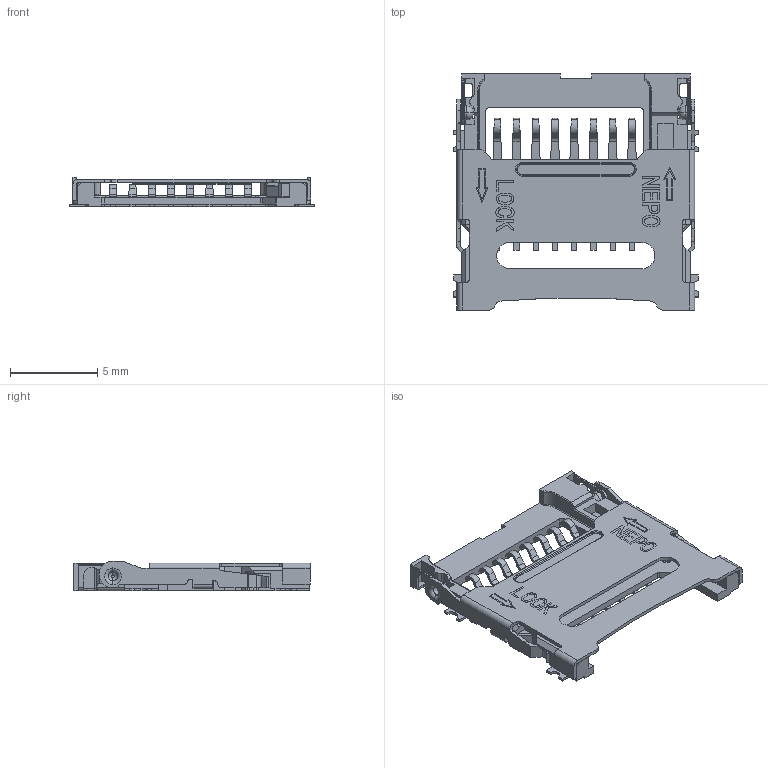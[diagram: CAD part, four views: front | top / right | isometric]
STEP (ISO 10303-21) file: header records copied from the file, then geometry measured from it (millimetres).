
FILE_DESCRIPTION (( 'STEP AP203' ), '1' );
FILE_NAME ('TF-014.STEP', '2021-06-17T07:58:23', ( '' ), ( '' ), 'SwSTEP 2.0', 'SolidWorks 2019', '' );
FILE_SCHEMA (( 'CONFIG_CONTROL_DESIGN' ));
Length unit declared in the file: millimetre
Products named in the file (6): TF 1.6H TERMINAL.STEP; TF 1.6H HOUSING.STEP; ____.STEP; TF-014; TF 1.6H HOUSINGn1.STEP; TF-102-16.STEP
Assembly tree (5 placements, depth 4):
  TF-014
    TF-102-16.STEP
      TF 1.6H HOUSINGn1.STEP
        TF 1.6H HOUSING.STEP
        TF 1.6H TERMINAL.STEP
      ____.STEP
Bounding box: 14.01 x 13.51 x 1.68 mm (x, y, z)
Volume: 93.6 mm3; surface area: 678.7 mm2
Topology: 14 solids, 14 shells, 1197 faces, 3157 edges, 2002 vertices
Faces by surface type: plane 655, cylinder 466, bspline 52, torus 20, sphere 4
Entity records: 38904 total; most frequent: CARTESIAN_POINT 8706, ORIENTED_EDGE 6302, DIRECTION 6061, EDGE_CURVE 3151, VECTOR 2185, LINE 2185, VERTEX_POINT 2000, AXIS2_PLACEMENT_3D 1938
